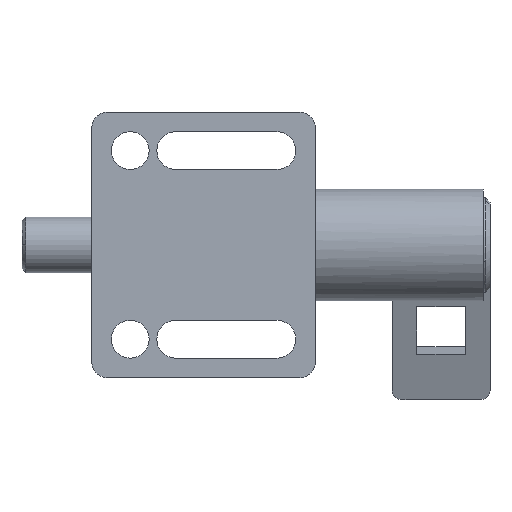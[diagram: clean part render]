
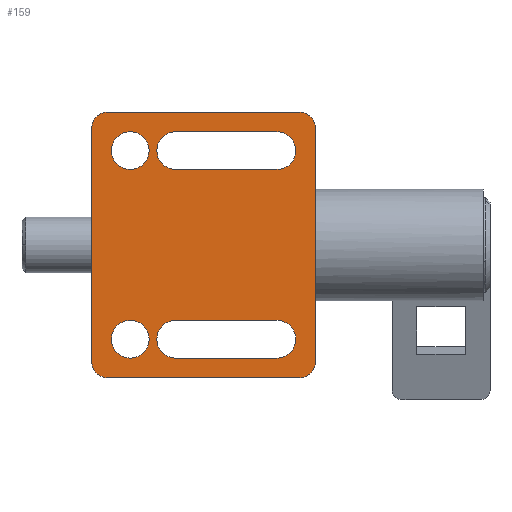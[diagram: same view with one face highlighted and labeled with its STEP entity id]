
A CAD part, front view. The second image highlights one B-rep face of the part: STEP entity #159.
In plain terms, the highlighted planar face has unit normal (0, -1, 0).
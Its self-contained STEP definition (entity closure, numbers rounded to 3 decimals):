
#159=ADVANCED_FACE('',(#341,#342,#343,#344,#345),#346,.F.);
#341=FACE_BOUND('',#552,.T.);
#342=FACE_BOUND('',#553,.T.);
#343=FACE_BOUND('',#554,.T.);
#344=FACE_BOUND('',#555,.T.);
#345=FACE_OUTER_BOUND('',#556,.T.);
#346=PLANE('',#557);
#552=EDGE_LOOP('',(#944,#945,#946,#947,#948,#949));
#553=EDGE_LOOP('',(#950,#951,#952,#953,#954,#955));
#554=EDGE_LOOP('',(#956,#957));
#555=EDGE_LOOP('',(#958,#959));
#556=EDGE_LOOP('',(#960,#961,#962,#963,#964,#965,#966,#967));
#557=AXIS2_PLACEMENT_3D('',#968,#969,#970);
#944=ORIENTED_EDGE('',*,*,#1338,.T.);
#945=ORIENTED_EDGE('',*,*,#1265,.T.);
#946=ORIENTED_EDGE('',*,*,#1336,.T.);
#947=ORIENTED_EDGE('',*,*,#1268,.T.);
#948=ORIENTED_EDGE('',*,*,#1334,.T.);
#949=ORIENTED_EDGE('',*,*,#1341,.T.);
#950=ORIENTED_EDGE('',*,*,#1350,.T.);
#951=ORIENTED_EDGE('',*,*,#1255,.T.);
#952=ORIENTED_EDGE('',*,*,#1348,.T.);
#953=ORIENTED_EDGE('',*,*,#1258,.T.);
#954=ORIENTED_EDGE('',*,*,#1345,.T.);
#955=ORIENTED_EDGE('',*,*,#1355,.T.);
#956=ORIENTED_EDGE('',*,*,#1357,.T.);
#957=ORIENTED_EDGE('',*,*,#1250,.T.);
#958=ORIENTED_EDGE('',*,*,#1359,.T.);
#959=ORIENTED_EDGE('',*,*,#1245,.T.);
#960=ORIENTED_EDGE('',*,*,#1363,.T.);
#961=ORIENTED_EDGE('',*,*,#1374,.F.);
#962=ORIENTED_EDGE('',*,*,#1370,.T.);
#963=ORIENTED_EDGE('',*,*,#1375,.T.);
#964=ORIENTED_EDGE('',*,*,#1376,.T.);
#965=ORIENTED_EDGE('',*,*,#1377,.F.);
#966=ORIENTED_EDGE('',*,*,#1378,.T.);
#967=ORIENTED_EDGE('',*,*,#1319,.F.);
#968=CARTESIAN_POINT('',(16.0,-8.5,0.0));
#969=DIRECTION('',(0.0,1.0,0.0));
#970=DIRECTION('',(0.0,0.0,1.0));
#1245=EDGE_CURVE('',#1477,#1481,#1483,.T.);
#1250=EDGE_CURVE('',#1486,#1490,#1492,.T.);
#1255=EDGE_CURVE('',#1495,#1499,#1501,.T.);
#1258=EDGE_CURVE('',#1506,#1503,#1507,.T.);
#1265=EDGE_CURVE('',#1513,#1517,#1519,.T.);
#1268=EDGE_CURVE('',#1524,#1521,#1525,.T.);
#1319=EDGE_CURVE('',#1601,#1603,#1604,.T.);
#1334=EDGE_CURVE('',#1521,#1624,#1626,.T.);
#1336=EDGE_CURVE('',#1517,#1524,#1628,.T.);
#1338=EDGE_CURVE('',#1630,#1513,#1631,.T.);
#1341=EDGE_CURVE('',#1624,#1630,#1634,.T.);
#1345=EDGE_CURVE('',#1503,#1638,#1640,.T.);
#1348=EDGE_CURVE('',#1499,#1506,#1643,.T.);
#1350=EDGE_CURVE('',#1645,#1495,#1646,.T.);
#1355=EDGE_CURVE('',#1638,#1645,#1652,.T.);
#1357=EDGE_CURVE('',#1490,#1486,#1654,.T.);
#1359=EDGE_CURVE('',#1481,#1477,#1656,.T.);
#1363=EDGE_CURVE('',#1601,#1659,#1661,.T.);
#1370=EDGE_CURVE('',#1671,#1672,#1673,.T.);
#1374=EDGE_CURVE('',#1671,#1659,#1677,.T.);
#1375=EDGE_CURVE('',#1672,#1678,#1679,.T.);
#1376=EDGE_CURVE('',#1678,#1680,#1681,.T.);
#1377=EDGE_CURVE('',#1682,#1680,#1683,.T.);
#1378=EDGE_CURVE('',#1682,#1603,#1684,.T.);
#1477=VERTEX_POINT('',#1825);
#1481=VERTEX_POINT('',#1830);
#1483=CIRCLE('',#1833,2.7);
#1486=VERTEX_POINT('',#1836);
#1490=VERTEX_POINT('',#1841);
#1492=CIRCLE('',#1844,2.7);
#1495=VERTEX_POINT('',#1847);
#1499=VERTEX_POINT('',#1852);
#1501=CIRCLE('',#1855,2.7);
#1503=VERTEX_POINT('',#1857);
#1506=VERTEX_POINT('',#1861);
#1507=CIRCLE('',#1862,2.7);
#1513=VERTEX_POINT('',#1869);
#1517=VERTEX_POINT('',#1874);
#1519=CIRCLE('',#1877,2.7);
#1521=VERTEX_POINT('',#1879);
#1524=VERTEX_POINT('',#1883);
#1525=CIRCLE('',#1884,2.7);
#1601=VERTEX_POINT('',#1978);
#1603=VERTEX_POINT('',#1981);
#1604=LINE('',#1982,#1983);
#1624=VERTEX_POINT('',#2009);
#1626=CIRCLE('',#2012,2.7);
#1628=LINE('',#2014,#2015);
#1630=VERTEX_POINT('',#2017);
#1631=CIRCLE('',#2018,2.7);
#1634=LINE('',#2022,#2023);
#1638=VERTEX_POINT('',#2027);
#1640=CIRCLE('',#2030,2.7);
#1643=LINE('',#2034,#2035);
#1645=VERTEX_POINT('',#2037);
#1646=CIRCLE('',#2038,2.7);
#1652=LINE('',#2046,#2047);
#1654=CIRCLE('',#2049,2.7);
#1656=CIRCLE('',#2051,2.7);
#1659=VERTEX_POINT('',#2054);
#1661=CIRCLE('',#2057,2.24);
#1671=VERTEX_POINT('',#2069);
#1672=VERTEX_POINT('',#2070);
#1673=CIRCLE('',#2071,2.24);
#1677=LINE('',#2077,#2078);
#1678=VERTEX_POINT('',#2079);
#1679=LINE('',#2080,#2081);
#1680=VERTEX_POINT('',#2082);
#1681=CIRCLE('',#2083,2.24);
#1682=VERTEX_POINT('',#2084);
#1683=LINE('',#2085,#2086);
#1684=CIRCLE('',#2087,2.24);
#1825=CARTESIAN_POINT('',(8.2,-8.5,-13.5));
#1830=CARTESIAN_POINT('',(2.8,-8.5,-13.5));
#1833=AXIS2_PLACEMENT_3D('',#2291,#2292,#2293);
#1836=CARTESIAN_POINT('',(8.2,-8.5,13.5));
#1841=CARTESIAN_POINT('',(2.8,-8.5,13.5));
#1844=AXIS2_PLACEMENT_3D('',#2299,#2300,#2301);
#1847=CARTESIAN_POINT('',(29.2,-8.5,-13.5));
#1852=CARTESIAN_POINT('',(26.5,-8.5,-16.2));
#1855=AXIS2_PLACEMENT_3D('',#2307,#2308,#2309);
#1857=CARTESIAN_POINT('',(9.3,-8.5,-13.5));
#1861=CARTESIAN_POINT('',(12.0,-8.5,-16.2));
#1862=AXIS2_PLACEMENT_3D('',#2311,#2312,#2313);
#1869=CARTESIAN_POINT('',(29.2,-8.5,13.5));
#1874=CARTESIAN_POINT('',(26.5,-8.5,10.8));
#1877=AXIS2_PLACEMENT_3D('',#2323,#2324,#2325);
#1879=CARTESIAN_POINT('',(9.3,-8.5,13.5));
#1883=CARTESIAN_POINT('',(12.0,-8.5,10.8));
#1884=AXIS2_PLACEMENT_3D('',#2327,#2328,#2329);
#1978=CARTESIAN_POINT('',(32.0,-8.5,16.76));
#1981=CARTESIAN_POINT('',(32.0,-8.5,-16.76));
#1982=CARTESIAN_POINT('',(32.0,-8.5,0.0));
#1983=VECTOR('',#2406,1.0);
#2009=CARTESIAN_POINT('',(12.0,-8.5,16.2));
#2012=AXIS2_PLACEMENT_3D('',#2429,#2430,#2431);
#2014=CARTESIAN_POINT('',(17.625,-8.5,10.8));
#2015=VECTOR('',#2432,1.0);
#2017=CARTESIAN_POINT('',(26.5,-8.5,16.2));
#2018=AXIS2_PLACEMENT_3D('',#2433,#2434,#2435);
#2022=CARTESIAN_POINT('',(17.625,-8.5,16.2));
#2023=VECTOR('',#2437,1.0);
#2027=CARTESIAN_POINT('',(12.0,-8.5,-10.8));
#2030=AXIS2_PLACEMENT_3D('',#2442,#2443,#2444);
#2034=CARTESIAN_POINT('',(17.625,-8.5,-16.2));
#2035=VECTOR('',#2446,1.0);
#2037=CARTESIAN_POINT('',(26.5,-8.5,-10.8));
#2038=AXIS2_PLACEMENT_3D('',#2447,#2448,#2449);
#2046=CARTESIAN_POINT('',(17.625,-8.5,-10.8));
#2047=VECTOR('',#2455,1.0);
#2049=AXIS2_PLACEMENT_3D('',#2456,#2457,#2458);
#2051=AXIS2_PLACEMENT_3D('',#2459,#2460,#2461);
#2054=CARTESIAN_POINT('',(29.76,-8.5,19.0));
#2057=AXIS2_PLACEMENT_3D('',#2466,#2467,#2468);
#2069=CARTESIAN_POINT('',(2.24,-8.5,19.0));
#2070=CARTESIAN_POINT('',(0.0,-8.5,16.76));
#2071=AXIS2_PLACEMENT_3D('',#2477,#2478,#2479);
#2077=CARTESIAN_POINT('',(16.0,-8.5,19.0));
#2078=VECTOR('',#2482,1.0);
#2079=CARTESIAN_POINT('',(0.0,-8.5,-16.76));
#2080=CARTESIAN_POINT('',(0.0,-8.5,0.0));
#2081=VECTOR('',#2483,1.0);
#2082=CARTESIAN_POINT('',(2.24,-8.5,-19.0));
#2083=AXIS2_PLACEMENT_3D('',#2484,#2485,#2486);
#2084=CARTESIAN_POINT('',(29.76,-8.5,-19.0));
#2085=CARTESIAN_POINT('',(16.0,-8.5,-19.0));
#2086=VECTOR('',#2487,1.0);
#2087=AXIS2_PLACEMENT_3D('',#2488,#2489,#2490);
#2291=CARTESIAN_POINT('',(5.5,-8.5,-13.5));
#2292=DIRECTION('',(-0.0,1.0,0.0));
#2293=DIRECTION('',(1.0,0.0,0.0));
#2299=CARTESIAN_POINT('',(5.5,-8.5,13.5));
#2300=DIRECTION('',(-0.0,1.0,0.0));
#2301=DIRECTION('',(1.0,0.0,0.0));
#2307=CARTESIAN_POINT('',(26.5,-8.5,-13.5));
#2308=DIRECTION('',(-0.0,1.0,0.0));
#2309=DIRECTION('',(1.0,0.0,0.0));
#2311=CARTESIAN_POINT('',(12.0,-8.5,-13.5));
#2312=DIRECTION('',(-0.0,1.0,0.0));
#2313=DIRECTION('',(1.0,0.0,0.0));
#2323=CARTESIAN_POINT('',(26.5,-8.5,13.5));
#2324=DIRECTION('',(-0.0,1.0,0.0));
#2325=DIRECTION('',(1.0,0.0,0.0));
#2327=CARTESIAN_POINT('',(12.0,-8.5,13.5));
#2328=DIRECTION('',(-0.0,1.0,0.0));
#2329=DIRECTION('',(1.0,0.0,0.0));
#2406=DIRECTION('',(0.0,0.0,-1.0));
#2429=CARTESIAN_POINT('',(12.0,-8.5,13.5));
#2430=DIRECTION('',(-0.0,1.0,0.0));
#2431=DIRECTION('',(1.0,0.0,0.0));
#2432=DIRECTION('',(-1.0,0.0,0.0));
#2433=CARTESIAN_POINT('',(26.5,-8.5,13.5));
#2434=DIRECTION('',(-0.0,1.0,0.0));
#2435=DIRECTION('',(1.0,0.0,0.0));
#2437=DIRECTION('',(1.0,0.0,0.0));
#2442=CARTESIAN_POINT('',(12.0,-8.5,-13.5));
#2443=DIRECTION('',(-0.0,1.0,0.0));
#2444=DIRECTION('',(1.0,0.0,0.0));
#2446=DIRECTION('',(-1.0,0.0,0.0));
#2447=CARTESIAN_POINT('',(26.5,-8.5,-13.5));
#2448=DIRECTION('',(-0.0,1.0,0.0));
#2449=DIRECTION('',(1.0,0.0,0.0));
#2455=DIRECTION('',(1.0,0.0,0.0));
#2456=CARTESIAN_POINT('',(5.5,-8.5,13.5));
#2457=DIRECTION('',(-0.0,1.0,0.0));
#2458=DIRECTION('',(1.0,0.0,0.0));
#2459=CARTESIAN_POINT('',(5.5,-8.5,-13.5));
#2460=DIRECTION('',(-0.0,1.0,0.0));
#2461=DIRECTION('',(1.0,0.0,0.0));
#2466=CARTESIAN_POINT('',(29.76,-8.5,16.76));
#2467=DIRECTION('',(-0.0,-1.0,0.0));
#2468=DIRECTION('',(0.,0.0,1.0));
#2477=CARTESIAN_POINT('',(2.24,-8.5,16.76));
#2478=DIRECTION('',(0.0,-1.0,-0.0));
#2479=DIRECTION('',(-1.0,0.0,0.));
#2482=DIRECTION('',(1.0,0.0,0.0));
#2483=DIRECTION('',(0.0,0.0,-1.0));
#2484=CARTESIAN_POINT('',(2.24,-8.5,-16.76));
#2485=DIRECTION('',(0.0,-1.0,0.0));
#2486=DIRECTION('',(0.,0.0,-1.0));
#2487=DIRECTION('',(-1.0,0.0,0.0));
#2488=CARTESIAN_POINT('',(29.76,-8.5,-16.76));
#2489=DIRECTION('',(0.0,-1.0,-0.0));
#2490=DIRECTION('',(1.0,0.0,0.0));
